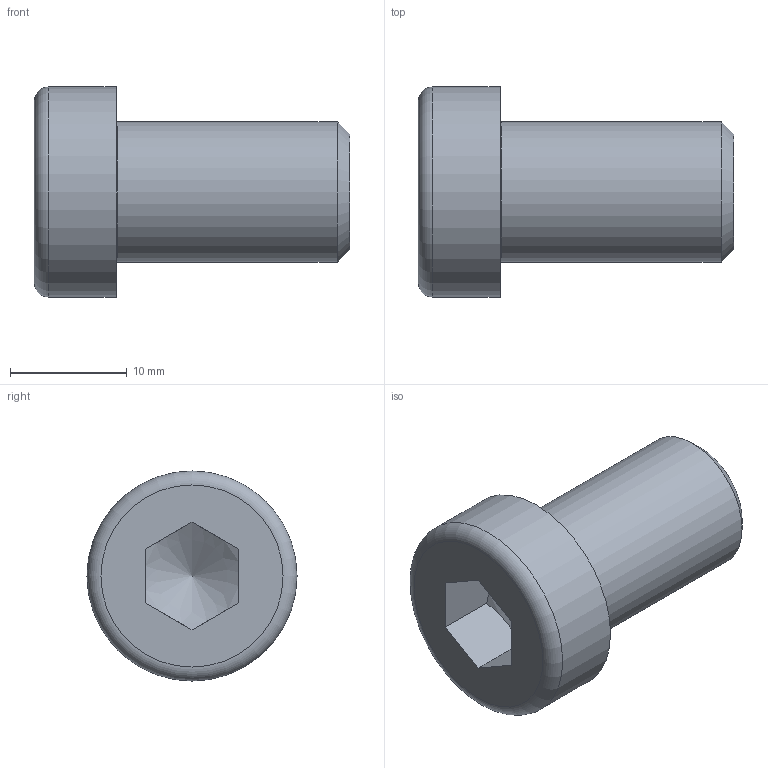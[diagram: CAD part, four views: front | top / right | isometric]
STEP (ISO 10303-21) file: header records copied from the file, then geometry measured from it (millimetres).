
FILE_DESCRIPTION((''),'2;1');
FILE_NAME('201220.stp','2011-02-04T06:33:49',('jaroslavr'),(''),'Autodesk Inventor 2010','Autodesk Inventor 2010','');
FILE_SCHEMA(('AUTOMOTIVE_DESIGN { 1 0 10303 214 1 1 1 1 }'));
Length unit declared in the file: millimetre
Products named in the file (1): DIN 7984 M12 x 20
Bounding box: 27 x 18 x 18 mm (x, y, z)
Volume: 3670.9 mm3; surface area: 1755.8 mm2
Topology: 1 solids, 1 shells, 15 faces, 32 edges, 20 vertices
Faces by surface type: plane 9, cylinder 2, cone 2, bspline 1, torus 1
Full cylindrical faces by diameter (mm): 12 x1, 18 x1
Entity records: 422 total; most frequent: CARTESIAN_POINT 116, DIRECTION 56, ORIENTED_EDGE 50, EDGE_CURVE 25, AXIS2_PLACEMENT_3D 22, EDGE_LOOP 22, VERTEX_POINT 19, FACE_OUTER_BOUND 15
